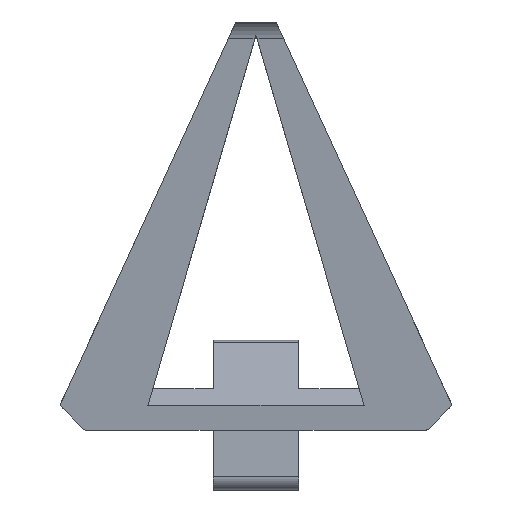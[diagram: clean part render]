
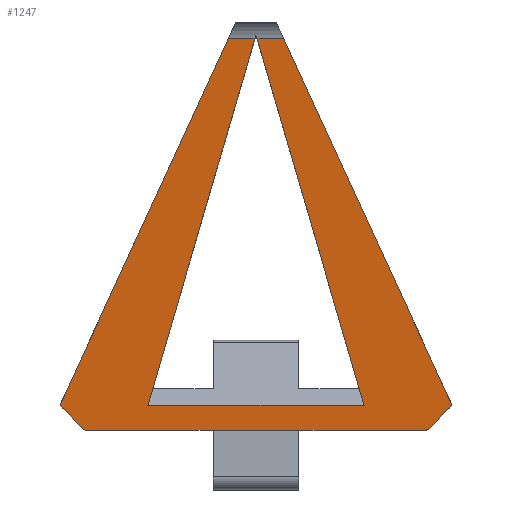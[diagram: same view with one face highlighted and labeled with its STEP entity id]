
A CAD part, front view. The second image highlights one B-rep face of the part: STEP entity #1247.
In plain terms, the highlighted planar face has unit normal (0, -0.994, -0.111).
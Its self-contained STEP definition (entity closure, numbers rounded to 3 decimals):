
#9 = CARTESIAN_POINT ( 'NONE',  ( 51.355, 29.6, 8. ) ) ;
#19 = CARTESIAN_POINT ( 'NONE',  ( -51.603, 29.588, 8.103 ) ) ;
#23 = CARTESIAN_POINT ( 'NONE',  ( -58.508, 28.816, 15.008 ) ) ;
#24 = VERTEX_POINT ( 'NONE', #486 ) ;
#33 = DIRECTION ( 'NONE',  ( 0.279, 0.107, -0.954 ) ) ;
#40 = LINE ( 'NONE', #1562, #2517 ) ;
#72 = DIRECTION ( 'NONE',  ( -1., 0., 0. ) ) ;
#84 = CARTESIAN_POINT ( 'NONE',  ( -23.324, 32.751, -20.176 ) ) ;
#99 = LINE ( 'NONE', #940, #1620 ) ;
#100 = EDGE_CURVE ( 'NONE', #1114, #1309, #291, .T. ) ;
#107 = VERTEX_POINT ( 'NONE', #1523 ) ;
#146 = LINE ( 'NONE', #789, #1266 ) ;
#160 = CARTESIAN_POINT ( 'NONE',  ( 51.793, 29.567, 8.293 ) ) ;
#169 = ORIENTED_EDGE ( 'NONE', *, *, #1312, .T. ) ;
#172 = VERTEX_POINT ( 'NONE', #1359 ) ;
#202 = ORIENTED_EDGE ( 'NONE', *, *, #409, .T. ) ;
#217 = VERTEX_POINT ( 'NONE', #23 ) ;
#229 = LINE ( 'NONE', #2731, #754 ) ;
#237 = VERTEX_POINT ( 'NONE', #875 ) ;
#269 = AXIS2_PLACEMENT_3D ( 'NONE', #807, #2319, #1224 ) ;
#291 = LINE ( 'NONE', #2591, #302 ) ;
#302 = VECTOR ( 'NONE', #692, 1000. ) ;
#318 = EDGE_LOOP ( 'NONE', ( #589, #2652, #1093, #1762, #1730, #169, #2648, #1724, #990, #1056, #202, #2303, #1357, #2508, #2445, #1625 ) ) ;
#331 = EDGE_CURVE ( 'NONE', #237, #1219, #849, .T. ) ;
#346 = DIRECTION ( 'NONE',  ( 1., 0., 0. ) ) ;
#409 = EDGE_CURVE ( 'NONE', #1121, #1114, #603, .T. ) ;
#486 = CARTESIAN_POINT ( 'NONE',  ( -58.709, 28.691, 16.133 ) ) ;
#529 = LINE ( 'NONE', #84, #1209 ) ;
#538 = CARTESIAN_POINT ( 'NONE',  ( 58.709, 28.691, 16.133 ) ) ;
#557 = VECTOR ( 'NONE', #346, 1000. ) ;
#574 = CARTESIAN_POINT ( 'NONE',  ( 12.9, 29.6, 8. ) ) ;
#585 = VECTOR ( 'NONE', #33, 1000. ) ;
#589 = ORIENTED_EDGE ( 'NONE', *, *, #2459, .F. ) ;
#603 = LINE ( 'NONE', #642, #585 ) ;
#618 = EDGE_CURVE ( 'NONE', #1121, #2064, #146, .T. ) ;
#642 = CARTESIAN_POINT ( 'NONE',  ( 33.379, 29.098, 12.491 ) ) ;
#654 = CARTESIAN_POINT ( 'NONE',  ( -51.355, 29.6, 8. ) ) ;
#692 = DIRECTION ( 'NONE',  ( -1., 0., 0. ) ) ;
#722 = CARTESIAN_POINT ( 'NONE',  ( -58.814, 28.782, 15.314 ) ) ;
#736 = CARTESIAN_POINT ( 'NONE',  ( -58.508, 28.816, 15.008 ) ) ;
#743 = VERTEX_POINT ( 'NONE', #2725 ) ;
#754 = VECTOR ( 'NONE', #831, 1000. ) ;
#789 = CARTESIAN_POINT ( 'NONE',  ( -59., 16.433, 125.75 ) ) ;
#796 = PLANE ( 'NONE',  #269 ) ;
#807 = CARTESIAN_POINT ( 'NONE',  ( -59., 29.6, 8. ) ) ;
#831 = DIRECTION ( 'NONE',  ( -1., 0., 0. ) ) ;
#845 = CARTESIAN_POINT ( 'NONE',  ( 51.793, 29.567, 8.293 ) ) ;
#849 =( BOUNDED_CURVE ( )  B_SPLINE_CURVE ( 3, ( #2330, #19, #654, #1275 ),
 .UNSPECIFIED., .F., .F. ) 
 B_SPLINE_CURVE_WITH_KNOTS ( ( 4, 4 ),
 ( 2.356, 3.142 ),
 .UNSPECIFIED. ) 
 CURVE ( )  GEOMETRIC_REPRESENTATION_ITEM ( )  RATIONAL_B_SPLINE_CURVE ( ( 1., 0.949, 0.949, 1. ) ) 
 REPRESENTATION_ITEM ( '' )  );
#875 = CARTESIAN_POINT ( 'NONE',  ( -51.793, 29.567, 8.293 ) ) ;
#940 = CARTESIAN_POINT ( 'NONE',  ( -53.614, 27.452, 27.211 ) ) ;
#969 =( BOUNDED_CURVE ( )  B_SPLINE_CURVE ( 3, ( #975, #1377, #2025, #538 ),
 .UNSPECIFIED., .F., .F. ) 
 B_SPLINE_CURVE_WITH_KNOTS ( ( 4, 4 ),
 ( 3.927, 5.143 ),
 .UNSPECIFIED. ) 
 CURVE ( )  GEOMETRIC_REPRESENTATION_ITEM ( )  RATIONAL_B_SPLINE_CURVE ( ( 1., 0.88, 0.88, 1. ) ) 
 REPRESENTATION_ITEM ( '' )  );
#975 = CARTESIAN_POINT ( 'NONE',  ( 58.508, 28.816, 15.008 ) ) ;
#980 = CARTESIAN_POINT ( 'NONE',  ( 32.5, 28.761, 15.5 ) ) ;
#990 = ORIENTED_EDGE ( 'NONE', *, *, #1842, .T. ) ;
#997 = EDGE_CURVE ( 'NONE', #172, #107, #969, .T. ) ;
#1002 = CARTESIAN_POINT ( 'NONE',  ( 23.324, 32.751, -20.176 ) ) ;
#1043 = CARTESIAN_POINT ( 'NONE',  ( -51.086, 29.6, 8. ) ) ;
#1056 = ORIENTED_EDGE ( 'NONE', *, *, #618, .F. ) ;
#1057 = DIRECTION ( 'NONE',  ( -0.279, 0.107, -0.954 ) ) ;
#1093 = ORIENTED_EDGE ( 'NONE', *, *, #1860, .F. ) ;
#1111 = VECTOR ( 'NONE', #2179, 1000. ) ;
#1114 = VERTEX_POINT ( 'NONE', #980 ) ;
#1121 = VERTEX_POINT ( 'NONE', #1624 ) ;
#1154 = CARTESIAN_POINT ( 'NONE',  ( 0., 29.6, 8. ) ) ;
#1184 = EDGE_CURVE ( 'NONE', #172, #2613, #2487, .T. ) ;
#1209 = VECTOR ( 'NONE', #1559, 1000. ) ;
#1213 = CARTESIAN_POINT ( 'NONE',  ( -12.9, 29.6, 8. ) ) ;
#1219 = VERTEX_POINT ( 'NONE', #1043 ) ;
#1224 = DIRECTION ( 'NONE',  ( 0., -0.111, 0.994 ) ) ;
#1247 = ADVANCED_FACE ( 'NONE', ( #1639 ), #796, .F. ) ;
#1266 = VECTOR ( 'NONE', #2689, 1000. ) ;
#1275 = CARTESIAN_POINT ( 'NONE',  ( -51.086, 29.6, 8. ) ) ;
#1284 = EDGE_CURVE ( 'NONE', #1855, #1309, #1434, .T. ) ;
#1309 = VERTEX_POINT ( 'NONE', #1899 ) ;
#1312 = EDGE_CURVE ( 'NONE', #2572, #2613, #2092, .T. ) ;
#1337 = EDGE_CURVE ( 'NONE', #1449, #2346, #229, .T. ) ;
#1355 = LINE ( 'NONE', #1961, #1111 ) ;
#1357 = ORIENTED_EDGE ( 'NONE', *, *, #1284, .F. ) ;
#1359 = CARTESIAN_POINT ( 'NONE',  ( 58.508, 28.816, 15.008 ) ) ;
#1377 = CARTESIAN_POINT ( 'NONE',  ( 58.814, 28.782, 15.314 ) ) ;
#1394 = DIRECTION ( 'NONE',  ( -0.705, 0.079, -0.705 ) ) ;
#1407 = CARTESIAN_POINT ( 'NONE',  ( 8.299, 16.433, 125.75 ) ) ;
#1434 = LINE ( 'NONE', #2281, #1592 ) ;
#1449 = VERTEX_POINT ( 'NONE', #574 ) ;
#1523 = CARTESIAN_POINT ( 'NONE',  ( 58.709, 28.691, 16.133 ) ) ;
#1559 = DIRECTION ( 'NONE',  ( -0.705, -0.079, 0.705 ) ) ;
#1562 = CARTESIAN_POINT ( 'NONE',  ( 0., 29.6, 8. ) ) ;
#1564 = EDGE_CURVE ( 'NONE', #24, #743, #99, .T. ) ;
#1592 = VECTOR ( 'NONE', #1057, 1000. ) ;
#1620 = VECTOR ( 'NONE', #1782, 1000. ) ;
#1623 = CARTESIAN_POINT ( 'NONE',  ( 51.086, 29.6, 8. ) ) ;
#1624 = CARTESIAN_POINT ( 'NONE',  ( 0.292, 16.433, 125.75 ) ) ;
#1625 = ORIENTED_EDGE ( 'NONE', *, *, #1931, .T. ) ;
#1639 = FACE_OUTER_BOUND ( 'NONE', #318, .T. ) ;
#1724 = ORIENTED_EDGE ( 'NONE', *, *, #997, .T. ) ;
#1730 = ORIENTED_EDGE ( 'NONE', *, *, #1820, .F. ) ;
#1762 = ORIENTED_EDGE ( 'NONE', *, *, #1337, .F. ) ;
#1769 = CARTESIAN_POINT ( 'NONE',  ( -58.709, 28.691, 16.133 ) ) ;
#1782 = DIRECTION ( 'NONE',  ( 0.416, -0.101, 0.904 ) ) ;
#1820 = EDGE_CURVE ( 'NONE', #2572, #1449, #2206, .T. ) ;
#1842 = EDGE_CURVE ( 'NONE', #107, #2064, #1355, .T. ) ;
#1855 = VERTEX_POINT ( 'NONE', #2162 ) ;
#1860 = EDGE_CURVE ( 'NONE', #2346, #1219, #40, .T. ) ;
#1867 = CARTESIAN_POINT ( 'NONE',  ( 51.086, 29.6, 8. ) ) ;
#1885 = CARTESIAN_POINT ( 'NONE',  ( 51.603, 29.588, 8.103 ) ) ;
#1899 = CARTESIAN_POINT ( 'NONE',  ( -32.5, 28.761, 15.5 ) ) ;
#1931 = EDGE_CURVE ( 'NONE', #24, #217, #2453, .T. ) ;
#1961 = CARTESIAN_POINT ( 'NONE',  ( 53.614, 27.452, 27.211 ) ) ;
#2025 = CARTESIAN_POINT ( 'NONE',  ( 58.89, 28.735, 15.739 ) ) ;
#2064 = VERTEX_POINT ( 'NONE', #1407 ) ;
#2092 =( BOUNDED_CURVE ( )  B_SPLINE_CURVE ( 3, ( #1867, #9, #1885, #845 ),
 .UNSPECIFIED., .F., .F. ) 
 B_SPLINE_CURVE_WITH_KNOTS ( ( 4, 4 ),
 ( 3.142, 3.927 ),
 .UNSPECIFIED. ) 
 CURVE ( )  GEOMETRIC_REPRESENTATION_ITEM ( )  RATIONAL_B_SPLINE_CURVE ( ( 1., 0.949, 0.949, 1. ) ) 
 REPRESENTATION_ITEM ( '' )  );
#2162 = CARTESIAN_POINT ( 'NONE',  ( -0.292, 16.433, 125.75 ) ) ;
#2179 = DIRECTION ( 'NONE',  ( -0.416, -0.101, 0.904 ) ) ;
#2206 = LINE ( 'NONE', #1154, #2394 ) ;
#2250 = LINE ( 'NONE', #2691, #557 ) ;
#2253 = VECTOR ( 'NONE', #1394, 1000. ) ;
#2281 = CARTESIAN_POINT ( 'NONE',  ( -33.379, 29.098, 12.491 ) ) ;
#2303 = ORIENTED_EDGE ( 'NONE', *, *, #100, .T. ) ;
#2319 = DIRECTION ( 'NONE',  ( 0., 0.994, 0.111 ) ) ;
#2330 = CARTESIAN_POINT ( 'NONE',  ( -51.793, 29.567, 8.293 ) ) ;
#2346 = VERTEX_POINT ( 'NONE', #1213 ) ;
#2386 = DIRECTION ( 'NONE',  ( -1., 0., 0. ) ) ;
#2394 = VECTOR ( 'NONE', #72, 1000. ) ;
#2445 = ORIENTED_EDGE ( 'NONE', *, *, #1564, .F. ) ;
#2453 =( BOUNDED_CURVE ( )  B_SPLINE_CURVE ( 3, ( #1769, #2630, #722, #736 ),
 .UNSPECIFIED., .F., .T. ) 
 B_SPLINE_CURVE_WITH_KNOTS ( ( 4, 4 ),
 ( 4.281, 5.498 ),
 .UNSPECIFIED. ) 
 CURVE ( )  GEOMETRIC_REPRESENTATION_ITEM ( )  RATIONAL_B_SPLINE_CURVE ( ( 1., 0.88, 0.88, 1. ) ) 
 REPRESENTATION_ITEM ( '' )  );
#2459 = EDGE_CURVE ( 'NONE', #237, #217, #529, .T. ) ;
#2487 = LINE ( 'NONE', #1002, #2253 ) ;
#2508 = ORIENTED_EDGE ( 'NONE', *, *, #2632, .F. ) ;
#2517 = VECTOR ( 'NONE', #2386, 1000. ) ;
#2572 = VERTEX_POINT ( 'NONE', #1623 ) ;
#2591 = CARTESIAN_POINT ( 'NONE',  ( 0., 28.761, 15.5 ) ) ;
#2613 = VERTEX_POINT ( 'NONE', #160 ) ;
#2630 = CARTESIAN_POINT ( 'NONE',  ( -58.89, 28.735, 15.739 ) ) ;
#2632 = EDGE_CURVE ( 'NONE', #743, #1855, #2250, .T. ) ;
#2648 = ORIENTED_EDGE ( 'NONE', *, *, #1184, .F. ) ;
#2652 = ORIENTED_EDGE ( 'NONE', *, *, #331, .T. ) ;
#2689 = DIRECTION ( 'NONE',  ( 1., 0., 0. ) ) ;
#2691 = CARTESIAN_POINT ( 'NONE',  ( -59., 16.433, 125.75 ) ) ;
#2725 = CARTESIAN_POINT ( 'NONE',  ( -8.299, 16.433, 125.75 ) ) ;
#2731 = CARTESIAN_POINT ( 'NONE',  ( 12.9, 29.6, 8. ) ) ;
